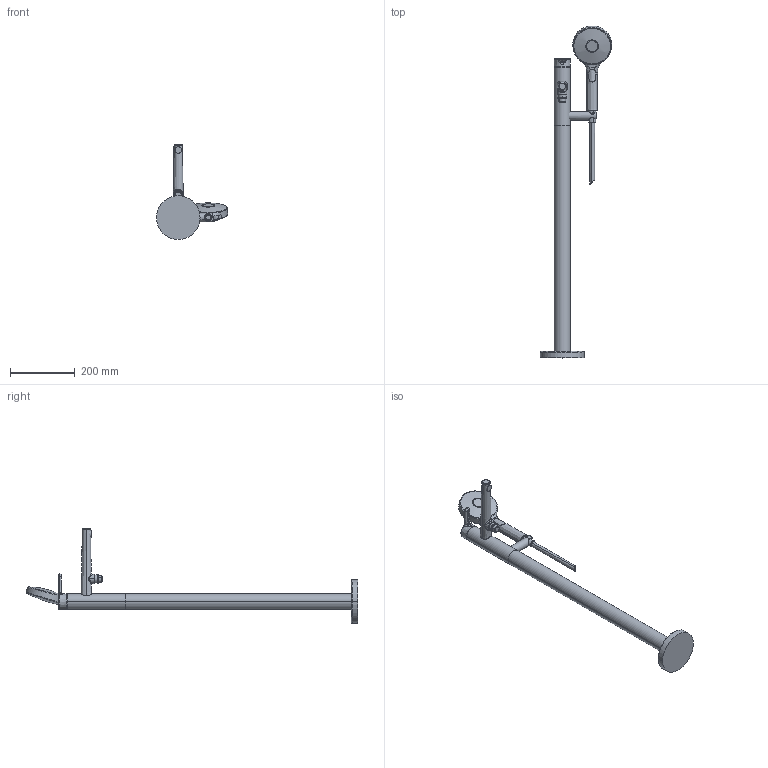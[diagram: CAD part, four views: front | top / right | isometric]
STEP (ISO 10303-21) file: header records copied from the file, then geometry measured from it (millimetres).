
FILE_DESCRIPTION (( 'STEP AP203' ), '1' );
FILE_NAME ('3050(2017)+53272083.STEP', '2017-12-01T10:44:04', ( '' ), ( '' ), 'SwSTEP 2.0', 'SolidWorks 2016', '' );
FILE_SCHEMA (( 'CONFIG_CONTROL_DESIGN' ));
Length unit declared in the file: millimetre
Products named in the file (1): 3050(2017)+53272083
Bounding box: 219.98 x 1024.32 x 293.1 mm (x, y, z)
Volume: 2675595 mm3; surface area: 285402.8 mm2
Topology: 11 solids, 11 shells, 171 faces, 374 edges, 233 vertices
Faces by surface type: bspline 68, cylinder 40, plane 33, torus 14, sphere 9, cone 7
Entity records: 19242 total; most frequent: CARTESIAN_POINT 15995, ORIENTED_EDGE 724, DIRECTION 509, EDGE_CURVE 362, VERTEX_POINT 226, AXIS2_PLACEMENT_3D 221, EDGE_LOOP 184, ADVANCED_FACE 171
